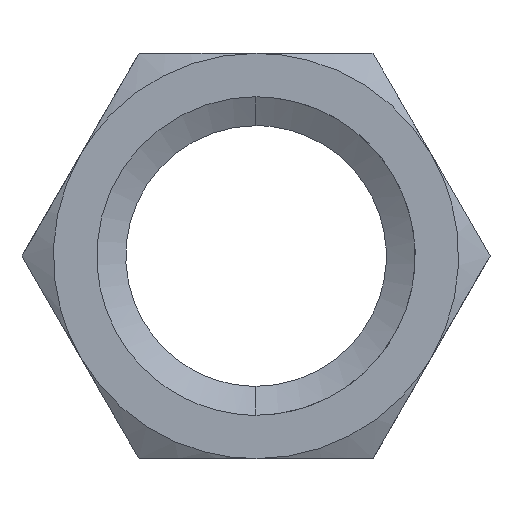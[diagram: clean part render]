
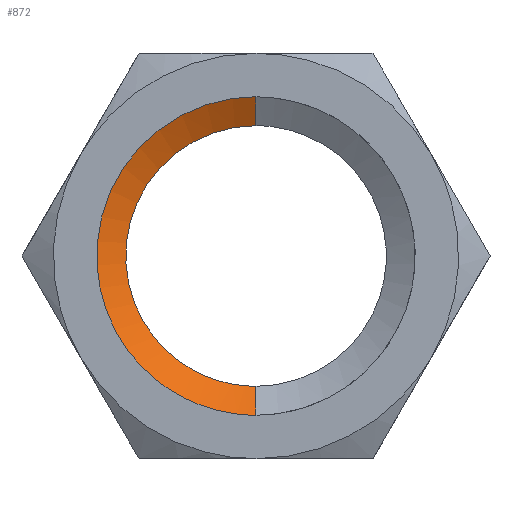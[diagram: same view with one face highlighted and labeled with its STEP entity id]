
A CAD part, front view. The second image highlights one B-rep face of the part: STEP entity #872.
In plain terms, the highlighted free-form (B-spline) face has degree [1, 3] with [2, 4] control points.
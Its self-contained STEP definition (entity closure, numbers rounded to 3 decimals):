
#21 = CARTESIAN_POINT ( 'NONE',  ( 0., 1., -5.5 ) ) ;
#35 = B_SPLINE_CURVE_WITH_KNOTS ( 'NONE', 1,
 ( #1169, #21 ),
 .UNSPECIFIED., .F., .F.,
 ( 2, 2 ),
 ( -1., 0. ),
 .UNSPECIFIED. ) ;
#41 = CARTESIAN_POINT ( 'NONE',  ( 0., 1.577, 4.5 ) ) ;
#46 = CARTESIAN_POINT ( 'NONE',  ( 0., 1., 5.5 ) ) ;
#166 = CARTESIAN_POINT ( 'NONE',  ( -11., 1., 5.5 ) ) ;
#187 = VERTEX_POINT ( 'NONE', #307 ) ;
#242 =( BOUNDED_SURFACE ( )  B_SPLINE_SURFACE ( 1, 3, ( 
 ( #457, #789, #881, #461 ),
 ( #46, #1286, #247, #674 ) ),
 .UNSPECIFIED., .F., .F., .T. ) 
 B_SPLINE_SURFACE_WITH_KNOTS ( ( 2, 2 ),
 ( 4, 4 ),
 ( 0., 1. ),
 ( 0., 1. ),
 .UNSPECIFIED. ) 
 GEOMETRIC_REPRESENTATION_ITEM ( )  RATIONAL_B_SPLINE_SURFACE ( (
 ( 1., 0.333, 0.333, 1.),
 ( 1., 0.333, 0.333, 1.) ) ) 
 REPRESENTATION_ITEM ( '' )  SURFACE ( )  );
#247 = CARTESIAN_POINT ( 'NONE',  ( -11., 1., -5.5 ) ) ;
#307 = CARTESIAN_POINT ( 'NONE',  ( 0., 1.577, 4.5 ) ) ;
#377 = CARTESIAN_POINT ( 'NONE',  ( 0., 1., -5.5 ) ) ;
#408 = VERTEX_POINT ( 'NONE', #540 ) ;
#426 = VERTEX_POINT ( 'NONE', #973 ) ;
#447 = CARTESIAN_POINT ( 'NONE',  ( 0., 1.577, 4.5 ) ) ;
#457 = CARTESIAN_POINT ( 'NONE',  ( 0., 1.577, 4.5 ) ) ;
#461 = CARTESIAN_POINT ( 'NONE',  ( 0., 1.577, -4.5 ) ) ;
#540 = CARTESIAN_POINT ( 'NONE',  ( 0., 1.577, -4.5 ) ) ;
#547 = ORIENTED_EDGE ( 'NONE', *, *, #851, .F. ) ;
#550 = EDGE_LOOP ( 'NONE', ( #615, #1302, #547, #1210 ) ) ;
#581 = CARTESIAN_POINT ( 'NONE',  ( 0., 1., 5.5 ) ) ;
#583 = CARTESIAN_POINT ( 'NONE',  ( -9., 1.577, 4.5 ) ) ;
#615 = ORIENTED_EDGE ( 'NONE', *, *, #949, .T. ) ;
#643 = FACE_OUTER_BOUND ( 'NONE', #550, .T. ) ;
#674 = CARTESIAN_POINT ( 'NONE',  ( 0., 1., -5.5 ) ) ;
#677 = CARTESIAN_POINT ( 'NONE',  ( 0., 1.577, -4.5 ) ) ;
#681 =( BOUNDED_CURVE ( )  B_SPLINE_CURVE ( 3, ( #895, #166, #701, #377 ),
 .UNSPECIFIED., .F., .F. ) 
 B_SPLINE_CURVE_WITH_KNOTS ( ( 4, 4 ),
 ( -3.142, 0. ),
 .UNSPECIFIED. ) 
 CURVE ( )  GEOMETRIC_REPRESENTATION_ITEM ( )  RATIONAL_B_SPLINE_CURVE ( ( 1., 0.333, 0.333, 1. ) ) 
 REPRESENTATION_ITEM ( '' )  );
#701 = CARTESIAN_POINT ( 'NONE',  ( -11., 1., -5.5 ) ) ;
#703 = EDGE_CURVE ( 'NONE', #408, #426, #35, .T. ) ;
#761 = EDGE_CURVE ( 'NONE', #1056, #187, #877, .T. ) ;
#789 = CARTESIAN_POINT ( 'NONE',  ( -9., 1.577, 4.5 ) ) ;
#851 = EDGE_CURVE ( 'NONE', #187, #408, #868, .T. ) ;
#868 =( BOUNDED_CURVE ( )  B_SPLINE_CURVE ( 3, ( #41, #583, #1089, #677 ),
 .UNSPECIFIED., .F., .T. ) 
 B_SPLINE_CURVE_WITH_KNOTS ( ( 4, 4 ),
 ( -3.142, 0. ),
 .UNSPECIFIED. ) 
 CURVE ( )  GEOMETRIC_REPRESENTATION_ITEM ( )  RATIONAL_B_SPLINE_CURVE ( ( 1., 0.333, 0.333, 1. ) ) 
 REPRESENTATION_ITEM ( '' )  );
#872 = ADVANCED_FACE ( 'NONE', ( #643 ), #242, .T. ) ;
#877 = B_SPLINE_CURVE_WITH_KNOTS ( 'NONE', 1,
 ( #1039, #447 ),
 .UNSPECIFIED., .F., .F.,
 ( 2, 2 ),
 ( -1., 0. ),
 .UNSPECIFIED. ) ;
#881 = CARTESIAN_POINT ( 'NONE',  ( -9., 1.577, -4.5 ) ) ;
#895 = CARTESIAN_POINT ( 'NONE',  ( 0., 1., 5.5 ) ) ;
#949 = EDGE_CURVE ( 'NONE', #1056, #426, #681, .T. ) ;
#973 = CARTESIAN_POINT ( 'NONE',  ( 0., 1., -5.5 ) ) ;
#1039 = CARTESIAN_POINT ( 'NONE',  ( 0., 1., 5.5 ) ) ;
#1056 = VERTEX_POINT ( 'NONE', #581 ) ;
#1089 = CARTESIAN_POINT ( 'NONE',  ( -9., 1.577, -4.5 ) ) ;
#1169 = CARTESIAN_POINT ( 'NONE',  ( 0., 1.577, -4.5 ) ) ;
#1210 = ORIENTED_EDGE ( 'NONE', *, *, #761, .F. ) ;
#1286 = CARTESIAN_POINT ( 'NONE',  ( -11., 1., 5.5 ) ) ;
#1302 = ORIENTED_EDGE ( 'NONE', *, *, #703, .F. ) ;
